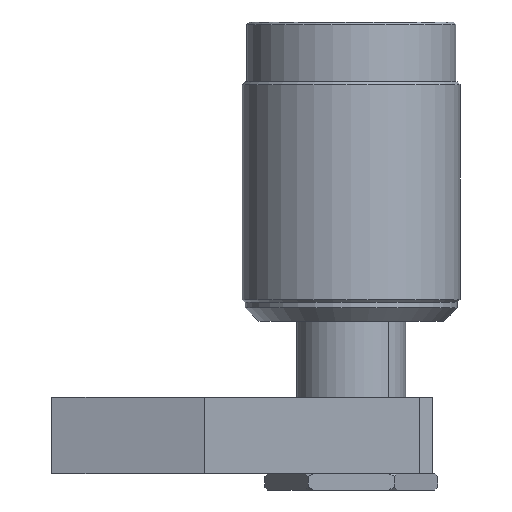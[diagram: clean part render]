
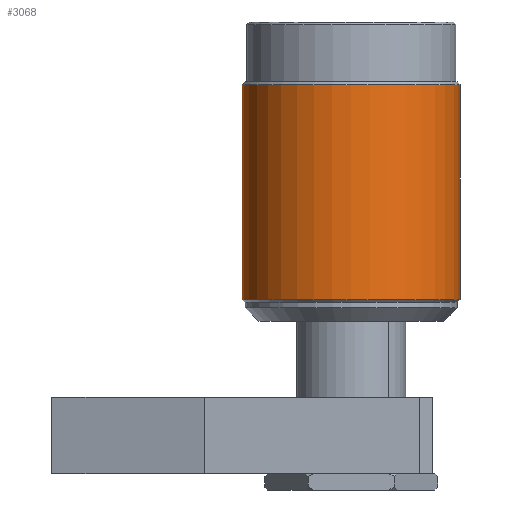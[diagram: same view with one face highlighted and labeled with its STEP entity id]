
A CAD part, front view. The second image highlights one B-rep face of the part: STEP entity #3068.
In plain terms, the highlighted cylindrical face has radius 40 mm (diameter 80 mm), a partial arc.
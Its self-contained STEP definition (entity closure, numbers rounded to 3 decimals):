
#69 = AXIS2_PLACEMENT_3D ( 'NONE', #1706, #1705, #1704 ) ;
#268 = CARTESIAN_POINT ( 'NONE',  ( -40., 0., -1. ) ) ;
#687 = CIRCLE ( 'NONE', #5650, 40. ) ;
#833 = VERTEX_POINT ( 'NONE', #3777 ) ;
#1058 = CYLINDRICAL_SURFACE ( 'NONE', #5515, 40. ) ;
#1059 = FACE_OUTER_BOUND ( 'NONE', #4660, .T. ) ;
#1704 = DIRECTION ( 'NONE',  ( -1., 0., 0. ) ) ;
#1705 = DIRECTION ( 'NONE',  ( 0., 0., 1. ) ) ;
#1706 = CARTESIAN_POINT ( 'NONE',  ( 0., 0., -80. ) ) ;
#1933 = DIRECTION ( 'NONE',  ( 0., 0., 1. ) ) ;
#1936 = CARTESIAN_POINT ( 'NONE',  ( 40., 0., 0. ) ) ;
#2069 = CARTESIAN_POINT ( 'NONE',  ( -40., 0., 0. ) ) ;
#2081 = DIRECTION ( 'NONE',  ( 0., 0., 1. ) ) ;
#2235 = CARTESIAN_POINT ( 'NONE',  ( -40., 0., -80. ) ) ;
#2273 = DIRECTION ( 'NONE',  ( 0., 0., 1. ) ) ;
#2275 = DIRECTION ( 'NONE',  ( 1., 0., 0. ) ) ;
#2276 = CARTESIAN_POINT ( 'NONE',  ( 0., 0., 0. ) ) ;
#2510 = CARTESIAN_POINT ( 'NONE',  ( 40., 0., -80. ) ) ;
#2958 = ORIENTED_EDGE ( 'NONE', *, *, #5826, .T. ) ;
#2963 = ORIENTED_EDGE ( 'NONE', *, *, #5408, .T. ) ;
#2975 = VERTEX_POINT ( 'NONE', #2235 ) ;
#2980 = VERTEX_POINT ( 'NONE', #268 ) ;
#2999 = ORIENTED_EDGE ( 'NONE', *, *, #5651, .F. ) ;
#3068 = ADVANCED_FACE ( 'NONE', ( #1059 ), #1058, .T. ) ;
#3162 = VERTEX_POINT ( 'NONE', #2510 ) ;
#3563 = ORIENTED_EDGE ( 'NONE', *, *, #5762, .T. ) ;
#3777 = CARTESIAN_POINT ( 'NONE',  ( 40., 0., -1. ) ) ;
#3987 = LINE ( 'NONE', #1936, #4146 ) ;
#3991 = CIRCLE ( 'NONE', #69, 40. ) ;
#4062 = VECTOR ( 'NONE', #2081, 1000. ) ;
#4146 = VECTOR ( 'NONE', #1933, 1000. ) ;
#4169 = LINE ( 'NONE', #2069, #4062 ) ;
#4660 = EDGE_LOOP ( 'NONE', ( #2999, #2958, #3563, #2963 ) ) ;
#5278 = DIRECTION ( 'NONE',  ( -1., 0., 0. ) ) ;
#5279 = DIRECTION ( 'NONE',  ( 0., 0., -1. ) ) ;
#5280 = CARTESIAN_POINT ( 'NONE',  ( 0., 0., -1. ) ) ;
#5408 = EDGE_CURVE ( 'NONE', #833, #2980, #687, .T. ) ;
#5515 = AXIS2_PLACEMENT_3D ( 'NONE', #2276, #2273, #2275 ) ;
#5650 = AXIS2_PLACEMENT_3D ( 'NONE', #5280, #5279, #5278 ) ;
#5651 = EDGE_CURVE ( 'NONE', #2975, #2980, #4169, .T. ) ;
#5762 = EDGE_CURVE ( 'NONE', #3162, #833, #3987, .T. ) ;
#5826 = EDGE_CURVE ( 'NONE', #2975, #3162, #3991, .T. ) ;
